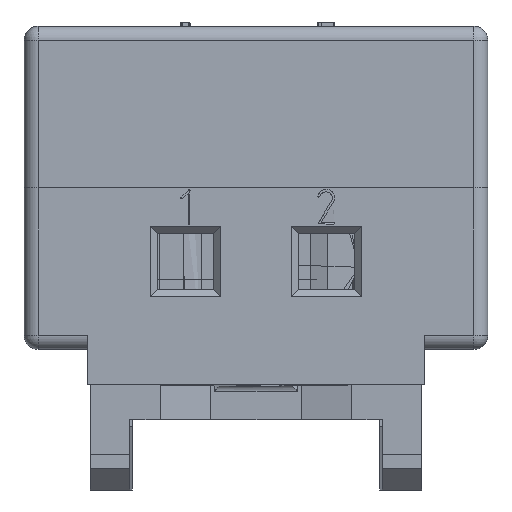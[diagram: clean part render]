
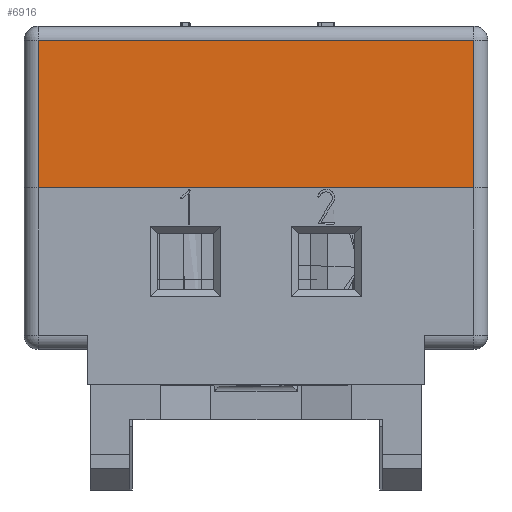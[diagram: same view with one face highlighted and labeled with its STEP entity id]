
A CAD part, front view. The second image highlights one B-rep face of the part: STEP entity #6916.
In plain terms, the highlighted planar face has unit normal (0, -1, 0).
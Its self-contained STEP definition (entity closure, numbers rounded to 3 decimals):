
#212 = DIRECTION ( 'NONE',  ( 1., 0., 0. ) ) ;
#738 = VERTEX_POINT ( 'NONE', #13594 ) ;
#769 = VERTEX_POINT ( 'NONE', #12043 ) ;
#815 = EDGE_CURVE ( 'NONE', #19296, #10223, #5570, .T. ) ;
#1408 = B_SPLINE_CURVE_WITH_KNOTS ( 'NONE', 3,
 ( #3791, #8715, #15176, #7093 ),
 .UNSPECIFIED., .F., .F.,
 ( 4, 4 ),
 ( 0., 1. ),
 .UNSPECIFIED. ) ;
#1437 = EDGE_CURVE ( 'NONE', #738, #19296, #1408, .T. ) ;
#1616 = CARTESIAN_POINT ( 'NONE',  ( 32., -22.5, 14. ) ) ;
#1711 = CARTESIAN_POINT ( 'NONE',  ( 21.667, -22.5, 14. ) ) ;
#3791 = CARTESIAN_POINT ( 'NONE',  ( 1., -22.5, 24.5 ) ) ;
#3929 = CARTESIAN_POINT ( 'NONE',  ( 1., -22.5, 14. ) ) ;
#4673 = EDGE_CURVE ( 'NONE', #10223, #769, #18482, .T. ) ;
#4853 = CARTESIAN_POINT ( 'NONE',  ( 32., -22.5, 14. ) ) ;
#5570 = B_SPLINE_CURVE_WITH_KNOTS ( 'NONE', 3,
 ( #18893, #18595, #12354, #20040 ),
 .UNSPECIFIED., .F., .F.,
 ( 4, 4 ),
 ( 0., 1. ),
 .UNSPECIFIED. ) ;
#6459 = CARTESIAN_POINT ( 'NONE',  ( 33., -22.5, 25.5 ) ) ;
#6916 = ADVANCED_FACE ( 'NONE', ( #11156 ), #12907, .F. ) ;
#7093 = CARTESIAN_POINT ( 'NONE',  ( 32., -22.5, 24.5 ) ) ;
#7366 = EDGE_CURVE ( 'NONE', #769, #738, #8292, .T. ) ;
#7426 = CARTESIAN_POINT ( 'NONE',  ( 1., -22.5, 21. ) ) ;
#8292 = B_SPLINE_CURVE_WITH_KNOTS ( 'NONE', 3,
 ( #3929, #8957, #7426, #13478 ),
 .UNSPECIFIED., .F., .F.,
 ( 4, 4 ),
 ( 0., 1. ),
 .UNSPECIFIED. ) ;
#8700 = ORIENTED_EDGE ( 'NONE', *, *, #4673, .F. ) ;
#8715 = CARTESIAN_POINT ( 'NONE',  ( 11.333, -22.5, 24.5 ) ) ;
#8957 = CARTESIAN_POINT ( 'NONE',  ( 1., -22.5, 17.5 ) ) ;
#9244 = EDGE_LOOP ( 'NONE', ( #9508, #8700, #14283, #13965 ) ) ;
#9508 = ORIENTED_EDGE ( 'NONE', *, *, #7366, .F. ) ;
#10223 = VERTEX_POINT ( 'NONE', #4853 ) ;
#10638 = CARTESIAN_POINT ( 'NONE',  ( 1., -22.5, 14. ) ) ;
#11156 = FACE_OUTER_BOUND ( 'NONE', #9244, .T. ) ;
#12043 = CARTESIAN_POINT ( 'NONE',  ( 1., -22.5, 14. ) ) ;
#12354 = CARTESIAN_POINT ( 'NONE',  ( 32., -22.5, 17.5 ) ) ;
#12907 = PLANE ( 'NONE',  #16870 ) ;
#13478 = CARTESIAN_POINT ( 'NONE',  ( 1., -22.5, 24.5 ) ) ;
#13594 = CARTESIAN_POINT ( 'NONE',  ( 1., -22.5, 24.5 ) ) ;
#13965 = ORIENTED_EDGE ( 'NONE', *, *, #1437, .F. ) ;
#14283 = ORIENTED_EDGE ( 'NONE', *, *, #815, .F. ) ;
#15176 = CARTESIAN_POINT ( 'NONE',  ( 21.667, -22.5, 24.5 ) ) ;
#15781 = DIRECTION ( 'NONE',  ( 0., 1., 0. ) ) ;
#16870 = AXIS2_PLACEMENT_3D ( 'NONE', #6459, #15781, #212 ) ;
#17284 = CARTESIAN_POINT ( 'NONE',  ( 32., -22.5, 24.5 ) ) ;
#18482 = B_SPLINE_CURVE_WITH_KNOTS ( 'NONE', 3,
 ( #1616, #1711, #20161, #10638 ),
 .UNSPECIFIED., .F., .F.,
 ( 4, 4 ),
 ( 0., 1. ),
 .UNSPECIFIED. ) ;
#18595 = CARTESIAN_POINT ( 'NONE',  ( 32., -22.5, 21. ) ) ;
#18893 = CARTESIAN_POINT ( 'NONE',  ( 32., -22.5, 24.5 ) ) ;
#19296 = VERTEX_POINT ( 'NONE', #17284 ) ;
#20040 = CARTESIAN_POINT ( 'NONE',  ( 32., -22.5, 14. ) ) ;
#20161 = CARTESIAN_POINT ( 'NONE',  ( 11.333, -22.5, 14. ) ) ;
